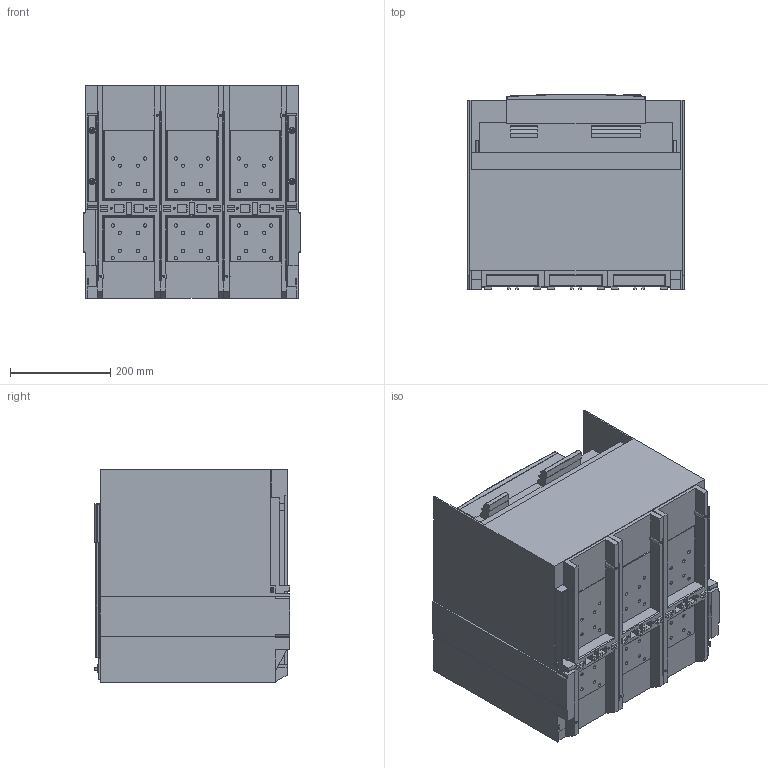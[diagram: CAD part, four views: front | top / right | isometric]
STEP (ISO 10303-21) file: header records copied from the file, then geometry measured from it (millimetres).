
FILE_DESCRIPTION(('CATIA V5 STEP Exchange'),'2;1');
FILE_NAME('1SDH001252R0433_1PA_001_00_E4.2_III_W_N0761_POVERO.stp','2016-04-05T13:58:44+00:00',('none'),('none'),'CATIA Version 5 Release 20 SP 6 (IN-10)','CATIA V5 STEP AP214','none');
FILE_SCHEMA(('AUTOMOTIVE_DESIGN { 1 0 10303 214 1 1 1 1 }'));
Products named in the file (1): 1SDH001252R0433_1PA_001_00_E4.2_III_W_N0761_POVERO
Bounding box: 433 x 391.01 x 425 mm (x, y, z)
Volume: 47433079.9 mm3; surface area: 2718328.6 mm2
Topology: 22 solids, 37 shells, 2154 faces, 5651 edges, 3606 vertices
Faces by surface type: plane 1209, cylinder 709, torus 65, cone 56, sphere 48, bspline 46, extrusion 18, revolution 3
Entity records: 65116 total; most frequent: CARTESIAN_POINT 15961, ORIENTED_EDGE 11118, DIRECTION 8046, EDGE_CURVE 5559, VECTOR 3811, LINE 3793, VERTEX_POINT 3606, AXIS2_PLACEMENT_3D 2827
